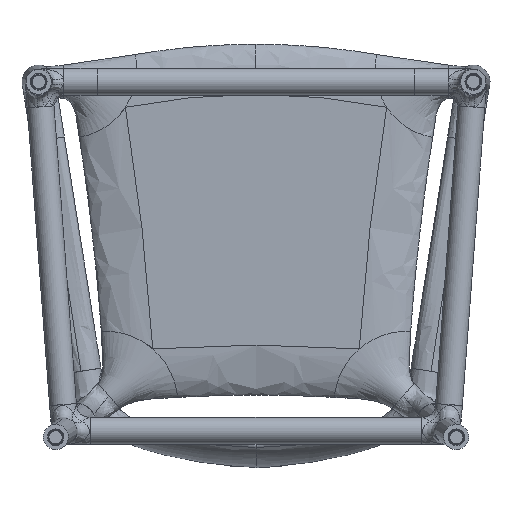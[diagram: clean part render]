
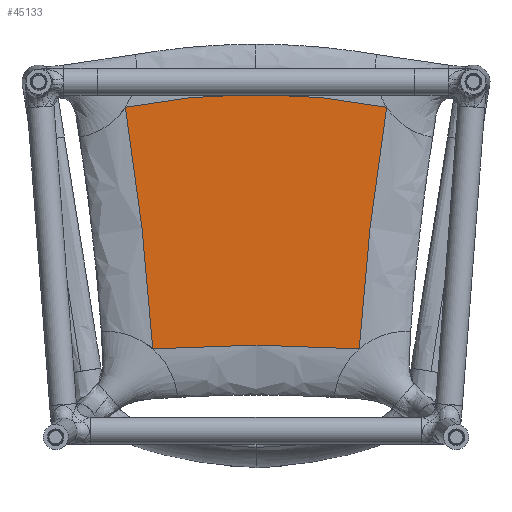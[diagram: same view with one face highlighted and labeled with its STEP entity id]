
A CAD part, front view. The second image highlights one B-rep face of the part: STEP entity #45133.
In plain terms, the highlighted planar face has unit normal (0, -1, 0).
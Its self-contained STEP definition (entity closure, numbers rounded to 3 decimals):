
#1367 = VERTEX_POINT ( 'NONE', #45212 ) ;
#2438 = CARTESIAN_POINT ( 'NONE',  ( -156.332, 760., -30.448 ) ) ;
#2679 = VERTEX_POINT ( 'NONE', #4653 ) ;
#3756 = EDGE_CURVE ( 'NONE', #47347, #10530, #32199, .T. ) ;
#4653 = CARTESIAN_POINT ( 'NONE',  ( -123.527, 760., -319.534 ) ) ;
#5184 = PLANE ( 'NONE',  #64964 ) ;
#5662 = CARTESIAN_POINT ( 'NONE',  ( -123.527, 760., -319.534 ) ) ;
#7823 = CARTESIAN_POINT ( 'NONE',  ( -143.47, 760., -27.881 ) ) ;
#10530 = VERTEX_POINT ( 'NONE', #12499 ) ;
#12090 = B_SPLINE_CURVE_WITH_KNOTS ( 'NONE', 3,
 ( #5662, #45168, #54833, #17854, #60548, #44811 ),
 .UNSPECIFIED., .F., .F.,
 ( 4, 2, 4 ),
 ( 0., 0.5, 1. ),
 .UNSPECIFIED. ) ;
#12248 = B_SPLINE_CURVE_WITH_KNOTS ( 'NONE', 3,
 ( #30058, #46230, #35807, #68076 ),
 .UNSPECIFIED., .F., .F.,
 ( 4, 4 ),
 ( 0., 1. ),
 .UNSPECIFIED. ) ;
#12499 = CARTESIAN_POINT ( 'NONE',  ( 156.332, 760., -30.448 ) ) ;
#12850 = CARTESIAN_POINT ( 'NONE',  ( -65.495, 760., -17.582 ) ) ;
#15261 = DIRECTION ( 'NONE',  ( 1., 0., 0. ) ) ;
#15272 = CARTESIAN_POINT ( 'NONE',  ( 104.61, 760., -21.771 ) ) ;
#16576 = VERTEX_POINT ( 'NONE', #36769 ) ;
#17724 = EDGE_CURVE ( 'NONE', #10530, #16576, #48597, .T. ) ;
#17854 = CARTESIAN_POINT ( 'NONE',  ( 41.212, 760., -315. ) ) ;
#18232 = CARTESIAN_POINT ( 'NONE',  ( -26.222, 760., -15.323 ) ) ;
#18473 = CARTESIAN_POINT ( 'NONE',  ( 123.527, 760., -319.534 ) ) ;
#20987 = DIRECTION ( 'NONE',  ( 0., 1., 0. ) ) ;
#20999 = CARTESIAN_POINT ( 'NONE',  ( 52.42, 760., -16.614 ) ) ;
#21331 = FACE_OUTER_BOUND ( 'NONE', #63613, .T. ) ;
#29354 = CARTESIAN_POINT ( 'NONE',  ( -91.598, 760., -20.161 ) ) ;
#30058 = CARTESIAN_POINT ( 'NONE',  ( -156.332, 760., -30.448 ) ) ;
#30305 = ORIENTED_EDGE ( 'NONE', *, *, #3756, .T. ) ;
#31438 = CARTESIAN_POINT ( 'NONE',  ( 156.332, 760., -30.448 ) ) ;
#31849 = EDGE_CURVE ( 'NONE', #1367, #2679, #12248, .T. ) ;
#32199 = B_SPLINE_CURVE_WITH_KNOTS ( 'NONE', 3,
 ( #68863, #62419, #58102, #35540 ),
 .UNSPECIFIED., .F., .F.,
 ( 4, 4 ),
 ( 0., 1. ),
 .UNSPECIFIED. ) ;
#34758 = CARTESIAN_POINT ( 'NONE',  ( -13.115, 760., -15. ) ) ;
#35109 = CARTESIAN_POINT ( 'NONE',  ( -104.61, 760., -21.771 ) ) ;
#35540 = CARTESIAN_POINT ( 'NONE',  ( 156.332, 760., -30.448 ) ) ;
#35807 = CARTESIAN_POINT ( 'NONE',  ( -129.876, 760., -222.652 ) ) ;
#36343 = EDGE_CURVE ( 'NONE', #2679, #47347, #12090, .T. ) ;
#36769 = CARTESIAN_POINT ( 'NONE',  ( 0., 760., -15. ) ) ;
#36819 = CARTESIAN_POINT ( 'NONE',  ( 13.115, 760., -15. ) ) ;
#39481 = ORIENTED_EDGE ( 'NONE', *, *, #54951, .T. ) ;
#41857 = CARTESIAN_POINT ( 'NONE',  ( 130.553, 760., -25.632 ) ) ;
#42924 = CARTESIAN_POINT ( 'NONE',  ( 0., 760., -15. ) ) ;
#44811 = CARTESIAN_POINT ( 'NONE',  ( 123.527, 760., -319.534 ) ) ;
#45133 = ADVANCED_FACE ( 'NONE', ( #21331 ), #5184, .F. ) ;
#45168 = CARTESIAN_POINT ( 'NONE',  ( -82.425, 760., -316.513 ) ) ;
#45212 = CARTESIAN_POINT ( 'NONE',  ( -156.332, 760., -30.448 ) ) ;
#46230 = CARTESIAN_POINT ( 'NONE',  ( -140.811, 760., -126.29 ) ) ;
#47347 = VERTEX_POINT ( 'NONE', #18473 ) ;
#47589 = CARTESIAN_POINT ( 'NONE',  ( 91.598, 760., -20.161 ) ) ;
#48597 = B_SPLINE_CURVE_WITH_KNOTS ( 'NONE', 3,
 ( #31438, #69084, #41857, #15272, #47589, #69445, #20999, #59398, #36819, #42924 ),
 .UNSPECIFIED., .F., .F.,
 ( 4, 2, 2, 2, 4 ),
 ( 0., 0.25, 0.5, 0.75, 1. ),
 .UNSPECIFIED. ) ;
#49279 = ORIENTED_EDGE ( 'NONE', *, *, #17724, .T. ) ;
#49699 = CARTESIAN_POINT ( 'NONE',  ( 0., 760., -205. ) ) ;
#54833 = CARTESIAN_POINT ( 'NONE',  ( -41.212, 760., -315. ) ) ;
#54951 = EDGE_CURVE ( 'NONE', #16576, #1367, #57467, .T. ) ;
#55581 = CARTESIAN_POINT ( 'NONE',  ( -52.42, 760., -16.614 ) ) ;
#56981 = CARTESIAN_POINT ( 'NONE',  ( 0., 760., -15. ) ) ;
#57467 = B_SPLINE_CURVE_WITH_KNOTS ( 'NONE', 3,
 ( #56981, #34758, #18232, #55581, #12850, #29354, #35109, #61290, #7823, #2438 ),
 .UNSPECIFIED., .F., .F.,
 ( 4, 2, 2, 2, 4 ),
 ( 0., 0.25, 0.5, 0.75, 1. ),
 .UNSPECIFIED. ) ;
#58102 = CARTESIAN_POINT ( 'NONE',  ( 140.811, 760., -126.29 ) ) ;
#59398 = CARTESIAN_POINT ( 'NONE',  ( 26.222, 760., -15.323 ) ) ;
#60292 = ORIENTED_EDGE ( 'NONE', *, *, #36343, .T. ) ;
#60548 = CARTESIAN_POINT ( 'NONE',  ( 82.423, 760., -316.513 ) ) ;
#61290 = CARTESIAN_POINT ( 'NONE',  ( -130.554, 760., -25.632 ) ) ;
#62419 = CARTESIAN_POINT ( 'NONE',  ( 129.876, 760., -222.652 ) ) ;
#63613 = EDGE_LOOP ( 'NONE', ( #30305, #49279, #39481, #64772, #60292 ) ) ;
#64772 = ORIENTED_EDGE ( 'NONE', *, *, #31849, .T. ) ;
#64964 = AXIS2_PLACEMENT_3D ( 'NONE', #49699, #20987, #15261 ) ;
#68076 = CARTESIAN_POINT ( 'NONE',  ( -123.527, 760., -319.534 ) ) ;
#68863 = CARTESIAN_POINT ( 'NONE',  ( 123.527, 760., -319.534 ) ) ;
#69084 = CARTESIAN_POINT ( 'NONE',  ( 143.471, 760., -27.881 ) ) ;
#69445 = CARTESIAN_POINT ( 'NONE',  ( 65.495, 760., -17.582 ) ) ;
